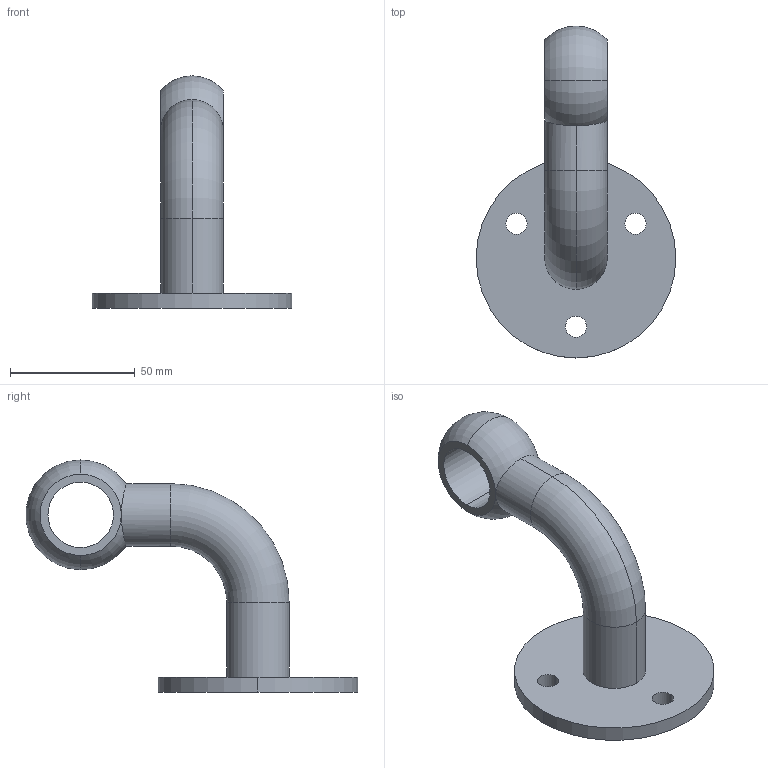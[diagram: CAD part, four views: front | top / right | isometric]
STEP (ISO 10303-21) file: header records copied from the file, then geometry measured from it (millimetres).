
FILE_DESCRIPTION (( 'STEP AP203' ), '1' );
FILE_NAME ('2509.STEP', '2022-02-04T09:47:31', ( '' ), ( '' ), 'SwSTEP 2.0', 'SolidWorks 2018', '' );
FILE_SCHEMA (( 'CONFIG_CONTROL_DESIGN' ));
Length unit declared in the file: millimetre
Products named in the file (2): 2509
Bounding box: 80 x 132.84 x 93 mm (x, y, z)
Volume: 97760.6 mm3; surface area: 25019 mm2
Topology: 1 solids, 1 shells, 232 faces, 627 edges, 416 vertices
Faces by surface type: plane 113, bspline 100, cylinder 14, torus 5
Entity records: 12208 total; most frequent: CARTESIAN_POINT 6863, ORIENTED_EDGE 1254, DIRECTION 727, EDGE_CURVE 627, VERTEX_POINT 416, VECTOR 387, LINE 387, EDGE_LOOP 259
